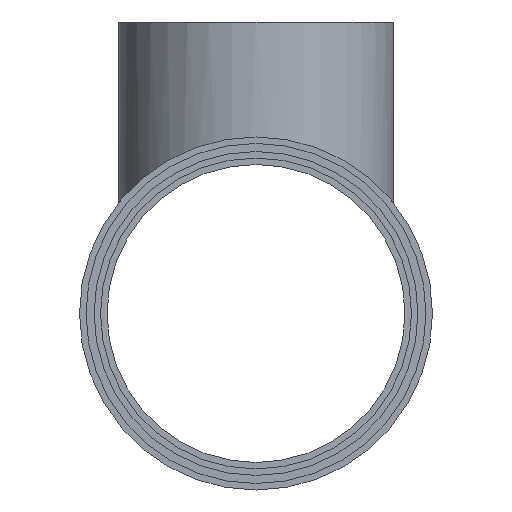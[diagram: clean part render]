
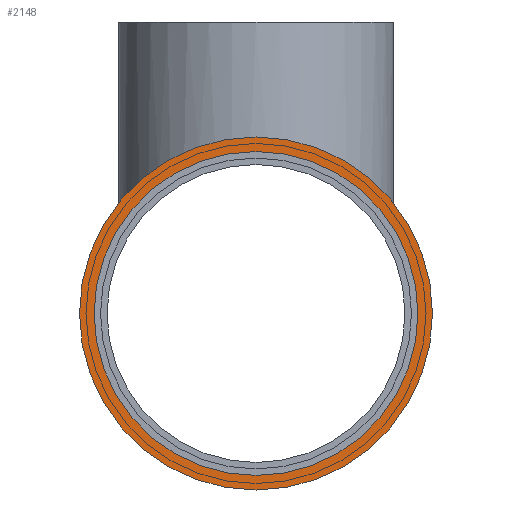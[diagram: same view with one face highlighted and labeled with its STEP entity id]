
A CAD part, front view. The second image highlights one B-rep face of the part: STEP entity #2148.
In plain terms, the highlighted planar face has unit normal (0, -1, 0).
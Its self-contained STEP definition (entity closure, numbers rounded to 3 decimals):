
#39 = DIRECTION ( 'NONE',  ( 0., 0., -1. ) ) ;
#40 = DIRECTION ( 'NONE',  ( 0., -1., 0. ) ) ;
#41 = CARTESIAN_POINT ( 'NONE',  ( 0., 50., 0. ) ) ;
#42 = AXIS2_PLACEMENT_3D ( 'NONE', #41, #40, #39 ) ;
#43 = CIRCLE ( 'NONE', #42, 50. ) ;
#50 = CARTESIAN_POINT ( 'NONE',  ( 0., 50., -50. ) ) ;
#91 = CARTESIAN_POINT ( 'NONE',  ( 0., 50., 50. ) ) ;
#1055 = PLANE ( 'NONE',  #1111 ) ;
#1103 = DIRECTION ( 'NONE',  ( 0., 0., -1. ) ) ;
#1104 = DIRECTION ( 'NONE',  ( 0., -1., 0. ) ) ;
#1105 = AXIS2_PLACEMENT_3D ( 'NONE', #1110, #1104, #1103 ) ;
#1106 = CIRCLE ( 'NONE', #1105, 54.5 ) ;
#1107 = DIRECTION ( 'NONE',  ( 0., 0., -1. ) ) ;
#1108 = DIRECTION ( 'NONE',  ( 0., -1., 0. ) ) ;
#1109 = CARTESIAN_POINT ( 'NONE',  ( 0., 50., 50. ) ) ;
#1110 = CARTESIAN_POINT ( 'NONE',  ( 0., 50., 0. ) ) ;
#1111 = AXIS2_PLACEMENT_3D ( 'NONE', #1109, #1108, #1107 ) ;
#1112 = FACE_BOUND ( 'NONE', #2080, .T. ) ;
#1113 = FACE_OUTER_BOUND ( 'NONE', #2149, .T. ) ;
#1114 = DIRECTION ( 'NONE',  ( 0., 0., -1. ) ) ;
#1115 = DIRECTION ( 'NONE',  ( 0., -1., 0. ) ) ;
#1116 = CARTESIAN_POINT ( 'NONE',  ( 0., 50., 0. ) ) ;
#1117 = AXIS2_PLACEMENT_3D ( 'NONE', #1116, #1115, #1114 ) ;
#1118 = CIRCLE ( 'NONE', #1117, 50. ) ;
#1319 = DIRECTION ( 'NONE',  ( 0., 0., -1. ) ) ;
#1320 = DIRECTION ( 'NONE',  ( 0., -1., 0. ) ) ;
#1321 = CARTESIAN_POINT ( 'NONE',  ( 0., 50., 0. ) ) ;
#1322 = AXIS2_PLACEMENT_3D ( 'NONE', #1321, #1320, #1319 ) ;
#1323 = CIRCLE ( 'NONE', #1322, 54.5 ) ;
#1324 = CARTESIAN_POINT ( 'NONE',  ( 0., 50., -54.5 ) ) ;
#1325 = CARTESIAN_POINT ( 'NONE',  ( 0., 50., 54.5 ) ) ;
#1705 = VERTEX_POINT ( 'NONE', #50 ) ;
#1709 = EDGE_CURVE ( 'NONE', #1705, #1717, #43, .T. ) ;
#1717 = VERTEX_POINT ( 'NONE', #91 ) ;
#2080 = EDGE_LOOP ( 'NONE', ( #2081, #2130 ) ) ;
#2081 = ORIENTED_EDGE ( 'NONE', *, *, #1709, .F. ) ;
#2130 = ORIENTED_EDGE ( 'NONE', *, *, #2145, .F. ) ;
#2145 = EDGE_CURVE ( 'NONE', #1717, #1705, #1118, .T. ) ;
#2148 = ADVANCED_FACE ( 'NONE', ( #1113, #1112 ), #1055, .T. ) ;
#2149 = EDGE_LOOP ( 'NONE', ( #2150, #2151 ) ) ;
#2150 = ORIENTED_EDGE ( 'NONE', *, *, #2252, .T. ) ;
#2151 = ORIENTED_EDGE ( 'NONE', *, *, #2152, .T. ) ;
#2152 = EDGE_CURVE ( 'NONE', #2250, #2251, #1106, .T. ) ;
#2250 = VERTEX_POINT ( 'NONE', #1325 ) ;
#2251 = VERTEX_POINT ( 'NONE', #1324 ) ;
#2252 = EDGE_CURVE ( 'NONE', #2251, #2250, #1323, .T. ) ;
